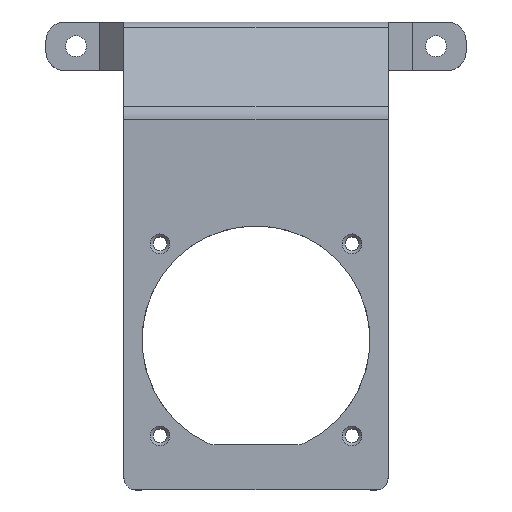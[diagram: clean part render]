
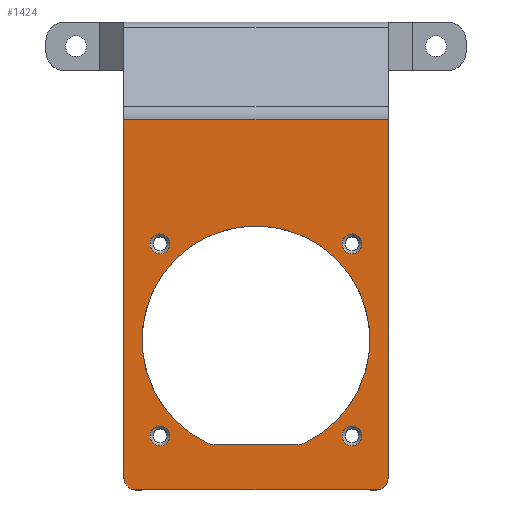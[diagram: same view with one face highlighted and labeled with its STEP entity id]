
A CAD part, top view. The second image highlights one B-rep face of the part: STEP entity #1424.
In plain terms, the highlighted planar face has unit normal (0, 0, 1).
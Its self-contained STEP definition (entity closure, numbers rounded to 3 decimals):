
#19=FACE_BOUND('',#176,.T.);
#20=FACE_BOUND('',#177,.T.);
#21=FACE_BOUND('',#178,.T.);
#22=FACE_BOUND('',#179,.T.);
#23=FACE_BOUND('',#180,.T.);
#51=PLANE('',#1517);
#102=FACE_OUTER_BOUND('',#175,.T.);
#175=EDGE_LOOP('',(#1069,#1070,#1071,#1072,#1073,#1074));
#176=EDGE_LOOP('',(#1075));
#177=EDGE_LOOP('',(#1076));
#178=EDGE_LOOP('',(#1077,#1078,#1079,#1080));
#179=EDGE_LOOP('',(#1081));
#180=EDGE_LOOP('',(#1082));
#312=LINE('',#2164,#474);
#319=LINE('',#2178,#481);
#320=LINE('',#2180,#482);
#321=LINE('',#2182,#483);
#322=LINE('',#2194,#484);
#474=VECTOR('',#1725,10.);
#481=VECTOR('',#1734,10.);
#482=VECTOR('',#1735,10.);
#483=VECTOR('',#1736,10.);
#484=VECTOR('',#1747,10.);
#577=CIRCLE('',#1515,2.);
#578=CIRCLE('',#1518,2.);
#579=CIRCLE('',#1519,1.65);
#580=CIRCLE('',#1520,1.65);
#581=CIRCLE('',#1521,19.);
#582=CIRCLE('',#1522,3.);
#583=CIRCLE('',#1523,3.);
#584=CIRCLE('',#1524,1.65);
#585=CIRCLE('',#1525,1.65);
#672=VERTEX_POINT('',#2157);
#673=VERTEX_POINT('',#2159);
#674=VERTEX_POINT('',#2163);
#680=VERTEX_POINT('',#2177);
#681=VERTEX_POINT('',#2179);
#682=VERTEX_POINT('',#2181);
#683=VERTEX_POINT('',#2184);
#684=VERTEX_POINT('',#2186);
#685=VERTEX_POINT('',#2188);
#686=VERTEX_POINT('',#2189);
#687=VERTEX_POINT('',#2191);
#688=VERTEX_POINT('',#2193);
#689=VERTEX_POINT('',#2196);
#690=VERTEX_POINT('',#2198);
#824=EDGE_CURVE('',#672,#673,#577,.T.);
#826=EDGE_CURVE('',#673,#674,#312,.T.);
#833=EDGE_CURVE('',#672,#680,#319,.T.);
#834=EDGE_CURVE('',#681,#680,#320,.T.);
#835=EDGE_CURVE('',#682,#681,#321,.T.);
#836=EDGE_CURVE('',#674,#682,#578,.T.);
#837=EDGE_CURVE('',#683,#683,#579,.T.);
#838=EDGE_CURVE('',#684,#684,#580,.T.);
#839=EDGE_CURVE('',#685,#686,#581,.T.);
#840=EDGE_CURVE('',#687,#686,#582,.T.);
#841=EDGE_CURVE('',#687,#688,#322,.T.);
#842=EDGE_CURVE('',#685,#688,#583,.T.);
#843=EDGE_CURVE('',#689,#689,#584,.T.);
#844=EDGE_CURVE('',#690,#690,#585,.T.);
#1069=ORIENTED_EDGE('',*,*,#824,.F.);
#1070=ORIENTED_EDGE('',*,*,#833,.T.);
#1071=ORIENTED_EDGE('',*,*,#834,.F.);
#1072=ORIENTED_EDGE('',*,*,#835,.F.);
#1073=ORIENTED_EDGE('',*,*,#836,.F.);
#1074=ORIENTED_EDGE('',*,*,#826,.F.);
#1075=ORIENTED_EDGE('',*,*,#837,.F.);
#1076=ORIENTED_EDGE('',*,*,#838,.F.);
#1077=ORIENTED_EDGE('',*,*,#839,.T.);
#1078=ORIENTED_EDGE('',*,*,#840,.F.);
#1079=ORIENTED_EDGE('',*,*,#841,.T.);
#1080=ORIENTED_EDGE('',*,*,#842,.F.);
#1081=ORIENTED_EDGE('',*,*,#843,.F.);
#1082=ORIENTED_EDGE('',*,*,#844,.F.);
#1424=ADVANCED_FACE('',(#102,#19,#20,#21,#22,#23),#51,.T.);
#1515=AXIS2_PLACEMENT_3D('',#2160,#1720,#1721);
#1517=AXIS2_PLACEMENT_3D('',#2176,#1732,#1733);
#1518=AXIS2_PLACEMENT_3D('',#2183,#1737,#1738);
#1519=AXIS2_PLACEMENT_3D('',#2185,#1739,#1740);
#1520=AXIS2_PLACEMENT_3D('',#2187,#1741,#1742);
#1521=AXIS2_PLACEMENT_3D('',#2190,#1743,#1744);
#1522=AXIS2_PLACEMENT_3D('',#2192,#1745,#1746);
#1523=AXIS2_PLACEMENT_3D('',#2195,#1748,#1749);
#1524=AXIS2_PLACEMENT_3D('',#2197,#1750,#1751);
#1525=AXIS2_PLACEMENT_3D('',#2199,#1752,#1753);
#1720=DIRECTION('center_axis',(0.,0.,-1.));
#1721=DIRECTION('ref_axis',(0.707,-0.707,0.));
#1725=DIRECTION('',(-1.,0.,0.));
#1732=DIRECTION('center_axis',(0.,0.,1.));
#1733=DIRECTION('ref_axis',(1.,0.,0.));
#1734=DIRECTION('',(0.,1.,0.));
#1735=DIRECTION('',(1.,0.,0.));
#1736=DIRECTION('',(0.,1.,0.));
#1737=DIRECTION('center_axis',(0.,0.,-1.));
#1738=DIRECTION('ref_axis',(-0.707,-0.707,0.));
#1739=DIRECTION('center_axis',(0.,0.,1.));
#1740=DIRECTION('ref_axis',(-1.,0.,0.));
#1741=DIRECTION('center_axis',(0.,0.,1.));
#1742=DIRECTION('ref_axis',(-1.,0.,0.));
#1743=DIRECTION('center_axis',(0.,0.,-1.));
#1744=DIRECTION('ref_axis',(-1.,0.,0.));
#1745=DIRECTION('center_axis',(0.,0.,1.));
#1746=DIRECTION('ref_axis',(0.217,-0.976,0.));
#1747=DIRECTION('',(-1.,0.,0.));
#1748=DIRECTION('center_axis',(0.,0.,1.));
#1749=DIRECTION('ref_axis',(-0.217,-0.976,0.));
#1750=DIRECTION('center_axis',(0.,0.,1.));
#1751=DIRECTION('ref_axis',(-1.,0.,0.));
#1752=DIRECTION('center_axis',(0.,0.,1.));
#1753=DIRECTION('ref_axis',(-1.,0.,0.));
#2157=CARTESIAN_POINT('',(22.,-73.,21.));
#2159=CARTESIAN_POINT('',(20.,-75.,21.));
#2160=CARTESIAN_POINT('Origin',(20.,-73.,21.));
#2163=CARTESIAN_POINT('',(-20.,-75.,21.));
#2164=CARTESIAN_POINT('',(22.,-75.,21.));
#2176=CARTESIAN_POINT('Origin',(-22.,0.,21.));
#2177=CARTESIAN_POINT('',(22.,-13.243,21.));
#2178=CARTESIAN_POINT('',(22.,0.,21.));
#2179=CARTESIAN_POINT('',(-22.,-13.243,21.));
#2180=CARTESIAN_POINT('',(-16.5,-13.243,21.));
#2181=CARTESIAN_POINT('',(-22.,-73.,21.));
#2182=CARTESIAN_POINT('',(-22.,0.,21.));
#2183=CARTESIAN_POINT('Origin',(-20.,-73.,21.));
#2184=CARTESIAN_POINT('',(-14.35,-34.,21.));
#2185=CARTESIAN_POINT('Origin',(-16.,-34.,21.));
#2186=CARTESIAN_POINT('',(17.65,-66.,21.));
#2187=CARTESIAN_POINT('Origin',(16.,-66.,21.));
#2188=CARTESIAN_POINT('',(-8.032,-67.219,21.));
#2189=CARTESIAN_POINT('',(8.032,-67.219,21.));
#2190=CARTESIAN_POINT('Origin',(0.,-50.,21.));
#2191=CARTESIAN_POINT('',(6.764,-67.5,21.));
#2192=CARTESIAN_POINT('Origin',(6.764,-64.5,21.));
#2193=CARTESIAN_POINT('',(-6.764,-67.5,21.));
#2194=CARTESIAN_POINT('',(7.399,-67.5,21.));
#2195=CARTESIAN_POINT('Origin',(-6.764,-64.5,21.));
#2196=CARTESIAN_POINT('',(-14.35,-66.,21.));
#2197=CARTESIAN_POINT('Origin',(-16.,-66.,21.));
#2198=CARTESIAN_POINT('',(17.65,-34.,21.));
#2199=CARTESIAN_POINT('Origin',(16.,-34.,21.));
